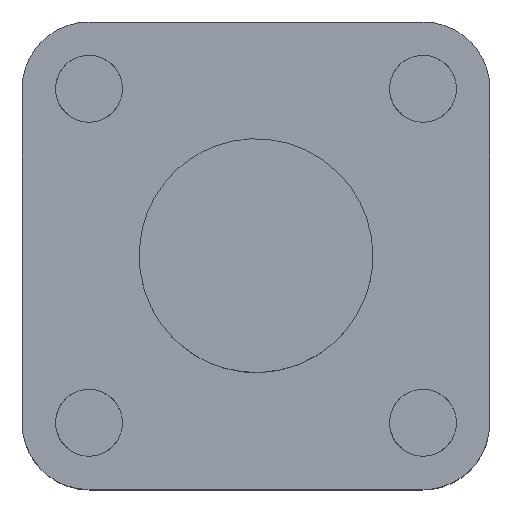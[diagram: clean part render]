
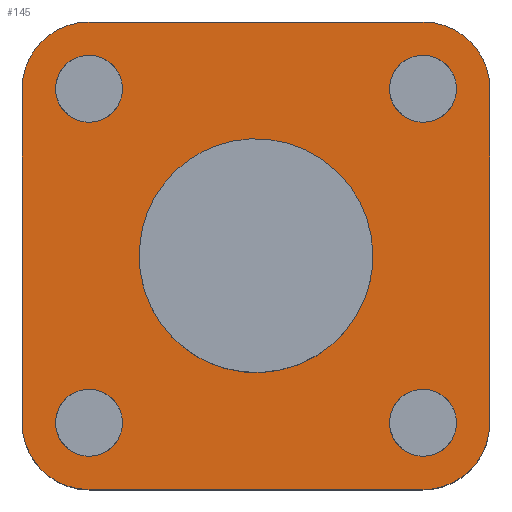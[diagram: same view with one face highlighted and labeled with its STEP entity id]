
A CAD part, top view. The second image highlights one B-rep face of the part: STEP entity #145.
In plain terms, the highlighted free-form (B-spline) face has degree [1, 1] with [2, 2] control points.
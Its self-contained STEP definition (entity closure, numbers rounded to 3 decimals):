
#31 = VERTEX_POINT('',#32);
#32 = CARTESIAN_POINT('',(-3.015,4.221,0.603)
  );
#37 = EDGE_CURVE('',#31,#38,#40,.T.);
#38 = VERTEX_POINT('',#39);
#39 = CARTESIAN_POINT('',(3.015,4.221,0.603));
#40 = B_SPLINE_CURVE_WITH_KNOTS('',1,(#41,#42),.UNSPECIFIED.,.F.,.F.,(2,
    2),(1.,6.),.PIECEWISE_BEZIER_KNOTS.);
#41 = CARTESIAN_POINT('',(-3.015,4.221,0.603)
  );
#42 = CARTESIAN_POINT('',(3.015,4.221,0.603));
#94 = VERTEX_POINT('',#95);
#95 = CARTESIAN_POINT('',(-4.221,3.015,0.603)
  );
#100 = EDGE_CURVE('',#31,#94,#101,.T.);
#101 = ( BOUNDED_CURVE() B_SPLINE_CURVE(2,(#102,#103,#104),
.UNSPECIFIED.,.F.,.F.) B_SPLINE_CURVE_WITH_KNOTS((3,3),(3.142,
4.712),.PIECEWISE_BEZIER_KNOTS.) CURVE() 
GEOMETRIC_REPRESENTATION_ITEM() RATIONAL_B_SPLINE_CURVE((1.,
0.707,1.)) REPRESENTATION_ITEM('') );
#102 = CARTESIAN_POINT('',(-3.015,4.221,0.603)
  );
#103 = CARTESIAN_POINT('',(-4.221,4.221,0.603
    ));
#104 = CARTESIAN_POINT('',(-4.221,3.015,0.603)
  );
#118 = EDGE_CURVE('',#38,#119,#121,.T.);
#119 = VERTEX_POINT('',#120);
#120 = CARTESIAN_POINT('',(4.221,3.015,0.603)
  );
#121 = ( BOUNDED_CURVE() B_SPLINE_CURVE(2,(#122,#123,#124),
.UNSPECIFIED.,.F.,.F.) B_SPLINE_CURVE_WITH_KNOTS((3,3),(3.142,
4.712),.PIECEWISE_BEZIER_KNOTS.) CURVE() 
GEOMETRIC_REPRESENTATION_ITEM() RATIONAL_B_SPLINE_CURVE((1.,
0.707,1.)) REPRESENTATION_ITEM('') );
#122 = CARTESIAN_POINT('',(3.015,4.221,0.603)
  );
#123 = CARTESIAN_POINT('',(4.221,4.221,0.603)
  );
#124 = CARTESIAN_POINT('',(4.221,3.015,0.603)
  );
#145 = ADVANCED_FACE('',(#146,#186,#200,#214,#228,#242),#256,.F.);
#146 = FACE_BOUND('',#147,.F.);
#147 = EDGE_LOOP('',(#148,#149,#150,#157,#165,#172,#180,#185));
#148 = ORIENTED_EDGE('',*,*,#37,.T.);
#149 = ORIENTED_EDGE('',*,*,#118,.T.);
#150 = ORIENTED_EDGE('',*,*,#151,.T.);
#151 = EDGE_CURVE('',#119,#152,#154,.T.);
#152 = VERTEX_POINT('',#153);
#153 = CARTESIAN_POINT('',(4.221,-3.015,0.603)
  );
#154 = B_SPLINE_CURVE_WITH_KNOTS('',1,(#155,#156),.UNSPECIFIED.,.F.,.F.,
  (2,2),(1.,6.),.PIECEWISE_BEZIER_KNOTS.);
#155 = CARTESIAN_POINT('',(4.221,3.015,0.603)
  );
#156 = CARTESIAN_POINT('',(4.221,-3.015,0.603)
  );
#157 = ORIENTED_EDGE('',*,*,#158,.T.);
#158 = EDGE_CURVE('',#152,#159,#161,.T.);
#159 = VERTEX_POINT('',#160);
#160 = CARTESIAN_POINT('',(3.015,-4.221,0.603)
  );
#161 = ( BOUNDED_CURVE() B_SPLINE_CURVE(2,(#162,#163,#164),
.UNSPECIFIED.,.F.,.F.) B_SPLINE_CURVE_WITH_KNOTS((3,3),(4.712,
6.283),.PIECEWISE_BEZIER_KNOTS.) CURVE() 
GEOMETRIC_REPRESENTATION_ITEM() RATIONAL_B_SPLINE_CURVE((1.,
0.707,1.)) REPRESENTATION_ITEM('') );
#162 = CARTESIAN_POINT('',(4.221,-3.015,0.603)
  );
#163 = CARTESIAN_POINT('',(4.221,-4.221,0.603
    ));
#164 = CARTESIAN_POINT('',(3.015,-4.221,0.603)
  );
#165 = ORIENTED_EDGE('',*,*,#166,.T.);
#166 = EDGE_CURVE('',#159,#167,#169,.T.);
#167 = VERTEX_POINT('',#168);
#168 = CARTESIAN_POINT('',(-3.015,-4.221,0.603
    ));
#169 = B_SPLINE_CURVE_WITH_KNOTS('',1,(#170,#171),.UNSPECIFIED.,.F.,.F.,
  (2,2),(1.,6.),.PIECEWISE_BEZIER_KNOTS.);
#170 = CARTESIAN_POINT('',(3.015,-4.221,0.603)
  );
#171 = CARTESIAN_POINT('',(-3.015,-4.221,0.603
    ));
#172 = ORIENTED_EDGE('',*,*,#173,.T.);
#173 = EDGE_CURVE('',#167,#174,#176,.T.);
#174 = VERTEX_POINT('',#175);
#175 = CARTESIAN_POINT('',(-4.221,-3.015,0.603
    ));
#176 = ( BOUNDED_CURVE() B_SPLINE_CURVE(2,(#177,#178,#179),
.UNSPECIFIED.,.F.,.F.) B_SPLINE_CURVE_WITH_KNOTS((3,3),(0.,
1.571),.PIECEWISE_BEZIER_KNOTS.) CURVE() 
GEOMETRIC_REPRESENTATION_ITEM() RATIONAL_B_SPLINE_CURVE((1.,
0.707,1.)) REPRESENTATION_ITEM('') );
#177 = CARTESIAN_POINT('',(-3.015,-4.221,0.603
    ));
#178 = CARTESIAN_POINT('',(-4.221,-4.221,
    0.603));
#179 = CARTESIAN_POINT('',(-4.221,-3.015,0.603
    ));
#180 = ORIENTED_EDGE('',*,*,#181,.T.);
#181 = EDGE_CURVE('',#174,#94,#182,.T.);
#182 = B_SPLINE_CURVE_WITH_KNOTS('',1,(#183,#184),.UNSPECIFIED.,.F.,.F.,
  (2,2),(1.,6.),.PIECEWISE_BEZIER_KNOTS.);
#183 = CARTESIAN_POINT('',(-4.221,-3.015,0.603
    ));
#184 = CARTESIAN_POINT('',(-4.221,3.015,0.603)
  );
#185 = ORIENTED_EDGE('',*,*,#100,.F.);
#186 = FACE_BOUND('',#187,.F.);
#187 = EDGE_LOOP('',(#188));
#188 = ORIENTED_EDGE('',*,*,#189,.F.);
#189 = EDGE_CURVE('',#190,#190,#192,.T.);
#190 = VERTEX_POINT('',#191);
#191 = CARTESIAN_POINT('',(3.618,3.015,0.603)
  );
#192 = ( BOUNDED_CURVE() B_SPLINE_CURVE(2,(#193,#194,#195,#196,#197,#198
,#199),.UNSPECIFIED.,.T.,.F.) B_SPLINE_CURVE_WITH_KNOTS((1,2,2,2,2,1),(
    -2.094,0.,2.094,4.189,6.283,
8.378),.UNSPECIFIED.) CURVE() GEOMETRIC_REPRESENTATION_ITEM() 
RATIONAL_B_SPLINE_CURVE((1.,0.5,1.,0.5,1.,0.5,1.)) REPRESENTATION_ITEM(
  '') );
#193 = CARTESIAN_POINT('',(3.618,3.015,0.603)
  );
#194 = CARTESIAN_POINT('',(3.618,1.971,0.603)
  );
#195 = CARTESIAN_POINT('',(2.714,2.493,0.603)
  );
#196 = CARTESIAN_POINT('',(1.809,3.015,0.603)
  );
#197 = CARTESIAN_POINT('',(2.714,3.537,0.603)
  );
#198 = CARTESIAN_POINT('',(3.618,4.06,0.603)
  );
#199 = CARTESIAN_POINT('',(3.618,3.015,0.603)
  );
#200 = FACE_BOUND('',#201,.F.);
#201 = EDGE_LOOP('',(#202));
#202 = ORIENTED_EDGE('',*,*,#203,.T.);
#203 = EDGE_CURVE('',#204,#204,#206,.T.);
#204 = VERTEX_POINT('',#205);
#205 = CARTESIAN_POINT('',(2.111,0.,0.603));
#206 = ( BOUNDED_CURVE() B_SPLINE_CURVE(2,(#207,#208,#209,#210,#211,#212
,#213),.UNSPECIFIED.,.T.,.F.) B_SPLINE_CURVE_WITH_KNOTS((1,2,2,2,2,1),(
    -2.094,0.,2.094,4.189,6.283,
8.378),.UNSPECIFIED.) CURVE() GEOMETRIC_REPRESENTATION_ITEM() 
RATIONAL_B_SPLINE_CURVE((1.,0.5,1.,0.5,1.,0.5,1.)) REPRESENTATION_ITEM(
  '') );
#207 = CARTESIAN_POINT('',(2.111,0.,0.603));
#208 = CARTESIAN_POINT('',(2.111,3.656,0.603)
  );
#209 = CARTESIAN_POINT('',(-1.055,1.828,0.603
    ));
#210 = CARTESIAN_POINT('',(-4.221,0.,
    0.603));
#211 = CARTESIAN_POINT('',(-1.055,-1.828,
    0.603));
#212 = CARTESIAN_POINT('',(2.111,-3.656,0.603
    ));
#213 = CARTESIAN_POINT('',(2.111,0.,0.603));
#214 = FACE_BOUND('',#215,.F.);
#215 = EDGE_LOOP('',(#216));
#216 = ORIENTED_EDGE('',*,*,#217,.F.);
#217 = EDGE_CURVE('',#218,#218,#220,.T.);
#218 = VERTEX_POINT('',#219);
#219 = CARTESIAN_POINT('',(3.618,-3.015,0.603)
  );
#220 = ( BOUNDED_CURVE() B_SPLINE_CURVE(2,(#221,#222,#223,#224,#225,#226
,#227),.UNSPECIFIED.,.T.,.F.) B_SPLINE_CURVE_WITH_KNOTS((1,2,2,2,2,1),(
    -2.094,0.,2.094,4.189,6.283,
8.378),.UNSPECIFIED.) CURVE() GEOMETRIC_REPRESENTATION_ITEM() 
RATIONAL_B_SPLINE_CURVE((1.,0.5,1.,0.5,1.,0.5,1.)) REPRESENTATION_ITEM(
  '') );
#221 = CARTESIAN_POINT('',(3.618,-3.015,0.603)
  );
#222 = CARTESIAN_POINT('',(3.618,-4.06,0.603
    ));
#223 = CARTESIAN_POINT('',(2.714,-3.537,0.603
    ));
#224 = CARTESIAN_POINT('',(1.809,-3.015,0.603)
  );
#225 = CARTESIAN_POINT('',(2.714,-2.493,0.603
    ));
#226 = CARTESIAN_POINT('',(3.618,-1.971,0.603
    ));
#227 = CARTESIAN_POINT('',(3.618,-3.015,0.603)
  );
#228 = FACE_BOUND('',#229,.F.);
#229 = EDGE_LOOP('',(#230));
#230 = ORIENTED_EDGE('',*,*,#231,.F.);
#231 = EDGE_CURVE('',#232,#232,#234,.T.);
#232 = VERTEX_POINT('',#233);
#233 = CARTESIAN_POINT('',(-2.412,3.015,0.603)
  );
#234 = ( BOUNDED_CURVE() B_SPLINE_CURVE(2,(#235,#236,#237,#238,#239,#240
,#241),.UNSPECIFIED.,.T.,.F.) B_SPLINE_CURVE_WITH_KNOTS((1,2,2,2,2,1),(
    -2.094,0.,2.094,4.189,6.283,
8.378),.UNSPECIFIED.) CURVE() GEOMETRIC_REPRESENTATION_ITEM() 
RATIONAL_B_SPLINE_CURVE((1.,0.5,1.,0.5,1.,0.5,1.)) REPRESENTATION_ITEM(
  '') );
#235 = CARTESIAN_POINT('',(-2.412,3.015,0.603)
  );
#236 = CARTESIAN_POINT('',(-2.412,1.971,0.603
    ));
#237 = CARTESIAN_POINT('',(-3.317,2.493,0.603
    ));
#238 = CARTESIAN_POINT('',(-4.221,3.015,0.603)
  );
#239 = CARTESIAN_POINT('',(-3.317,3.537,0.603
    ));
#240 = CARTESIAN_POINT('',(-2.412,4.06,0.603
    ));
#241 = CARTESIAN_POINT('',(-2.412,3.015,0.603)
  );
#242 = FACE_BOUND('',#243,.F.);
#243 = EDGE_LOOP('',(#244));
#244 = ORIENTED_EDGE('',*,*,#245,.F.);
#245 = EDGE_CURVE('',#246,#246,#248,.T.);
#246 = VERTEX_POINT('',#247);
#247 = CARTESIAN_POINT('',(-2.412,-3.015,0.603
    ));
#248 = ( BOUNDED_CURVE() B_SPLINE_CURVE(2,(#249,#250,#251,#252,#253,#254
,#255),.UNSPECIFIED.,.T.,.F.) B_SPLINE_CURVE_WITH_KNOTS((1,2,2,2,2,1),(
    -2.094,0.,2.094,4.189,6.283,
8.378),.UNSPECIFIED.) CURVE() GEOMETRIC_REPRESENTATION_ITEM() 
RATIONAL_B_SPLINE_CURVE((1.,0.5,1.,0.5,1.,0.5,1.)) REPRESENTATION_ITEM(
  '') );
#249 = CARTESIAN_POINT('',(-2.412,-3.015,0.603
    ));
#250 = CARTESIAN_POINT('',(-2.412,-4.06,
    0.603));
#251 = CARTESIAN_POINT('',(-3.317,-3.537,
    0.603));
#252 = CARTESIAN_POINT('',(-4.221,-3.015,0.603
    ));
#253 = CARTESIAN_POINT('',(-3.317,-2.493,
    0.603));
#254 = CARTESIAN_POINT('',(-2.412,-1.971,
    0.603));
#255 = CARTESIAN_POINT('',(-2.412,-3.015,0.603
    ));
#256 = B_SPLINE_SURFACE_WITH_KNOTS('',1,1,(
    (#257,#258)
    ,(#259,#260
    )),.UNSPECIFIED.,.F.,.F.,.F.,(2,2),(2,2),(-3.5,3.5),(-3.5,3.5),
  .PIECEWISE_BEZIER_KNOTS.);
#257 = CARTESIAN_POINT('',(4.221,-4.221,0.603
    ));
#258 = CARTESIAN_POINT('',(4.221,4.221,0.603)
  );
#259 = CARTESIAN_POINT('',(-4.221,-4.221,
    0.603));
#260 = CARTESIAN_POINT('',(-4.221,4.221,0.603
    ));
